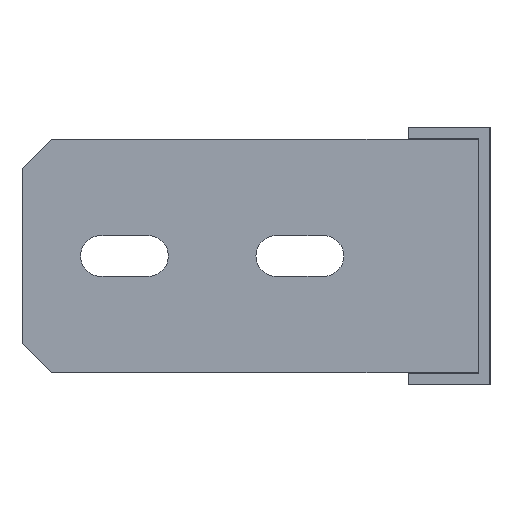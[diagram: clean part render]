
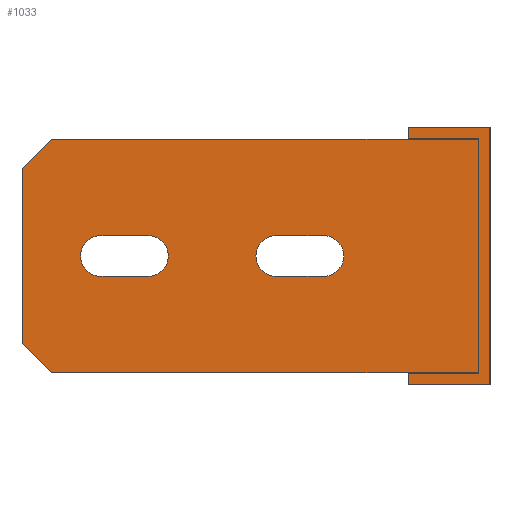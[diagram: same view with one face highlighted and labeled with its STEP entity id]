
A CAD part, left-side view. The second image highlights one B-rep face of the part: STEP entity #1033.
In plain terms, the highlighted planar face has unit normal (-1, 0, 0).
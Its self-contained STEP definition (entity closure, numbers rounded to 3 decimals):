
#50 = CARTESIAN_POINT ( 'NONE',  ( -264., 0., 0. ) ) ;
#82 = DIRECTION ( 'NONE',  ( 0., -1., 0. ) ) ;
#146 = AXIS2_PLACEMENT_3D ( 'NONE', #325, #321, #319 ) ;
#147 = AXIS2_PLACEMENT_3D ( 'NONE', #361, #359, #356 ) ;
#149 = AXIS2_PLACEMENT_3D ( 'NONE', #396, #395, #378 ) ;
#159 = AXIS2_PLACEMENT_3D ( 'NONE', #405, #403, #400 ) ;
#243 = VECTOR ( 'NONE', #371, 1000. ) ;
#245 = CIRCLE ( 'NONE', #146, 3.5 ) ;
#252 = AXIS2_PLACEMENT_3D ( 'NONE', #1134, #1129, #1121 ) ;
#255 = VECTOR ( 'NONE', #410, 1000. ) ;
#256 = LINE ( 'NONE', #352, #243 ) ;
#258 = CIRCLE ( 'NONE', #147, 3.5 ) ;
#263 = CIRCLE ( 'NONE', #149, 3.5 ) ;
#265 = CIRCLE ( 'NONE', #159, 3.5 ) ;
#266 = VECTOR ( 'NONE', #462, 1000. ) ;
#268 = LINE ( 'NONE', #411, #255 ) ;
#271 = DIRECTION ( 'NONE',  ( 0., -1., 0. ) ) ;
#276 = LINE ( 'NONE', #483, #278 ) ;
#277 = CARTESIAN_POINT ( 'NONE',  ( -264., 34.5, 23.5 ) ) ;
#278 = VECTOR ( 'NONE', #473, 1000. ) ;
#280 = VECTOR ( 'NONE', #511, 1000. ) ;
#290 = VECTOR ( 'NONE', #541, 1000. ) ;
#291 = VECTOR ( 'NONE', #552, 1000. ) ;
#292 = VECTOR ( 'NONE', #586, 1000. ) ;
#293 = LINE ( 'NONE', #609, #292 ) ;
#294 = LINE ( 'NONE', #546, #290 ) ;
#295 = LINE ( 'NONE', #575, #291 ) ;
#306 = LINE ( 'NONE', #618, #311 ) ;
#308 = LINE ( 'NONE', #468, #266 ) ;
#311 = VECTOR ( 'NONE', #613, 1000. ) ;
#314 = LINE ( 'NONE', #544, #280 ) ;
#319 = DIRECTION ( 'NONE',  ( 0., -1., 0. ) ) ;
#321 = DIRECTION ( 'NONE',  ( -1., 0., 0. ) ) ;
#325 = CARTESIAN_POINT ( 'NONE',  ( -264., 56.5, 20. ) ) ;
#339 = LINE ( 'NONE', #689, #369 ) ;
#341 = CARTESIAN_POINT ( 'NONE',  ( -264., 0., 40. ) ) ;
#345 = VECTOR ( 'NONE', #723, 1000. ) ;
#346 = LINE ( 'NONE', #727, #345 ) ;
#352 = CARTESIAN_POINT ( 'NONE',  ( -264., 64.5, 23.5 ) ) ;
#356 = DIRECTION ( 'NONE',  ( 0., -1., 0. ) ) ;
#359 = DIRECTION ( 'NONE',  ( -1., 0., 0. ) ) ;
#361 = CARTESIAN_POINT ( 'NONE',  ( -264., 64.5, 20. ) ) ;
#369 = VECTOR ( 'NONE', #686, 1000. ) ;
#371 = DIRECTION ( 'NONE',  ( 0., 1., 0. ) ) ;
#374 = VECTOR ( 'NONE', #771, 1000. ) ;
#377 = LINE ( 'NONE', #798, #374 ) ;
#378 = DIRECTION ( 'NONE',  ( 0., -1., 0. ) ) ;
#395 = DIRECTION ( 'NONE',  ( -1., 0., 0. ) ) ;
#396 = CARTESIAN_POINT ( 'NONE',  ( -264., 26.5, 20. ) ) ;
#400 = DIRECTION ( 'NONE',  ( 0., -1., 0. ) ) ;
#403 = DIRECTION ( 'NONE',  ( -1., 0., 0. ) ) ;
#405 = CARTESIAN_POINT ( 'NONE',  ( -264., 34.5, 20. ) ) ;
#410 = DIRECTION ( 'NONE',  ( 0., -1., 0. ) ) ;
#411 = CARTESIAN_POINT ( 'NONE',  ( -264., 64.5, 16.5 ) ) ;
#433 = CARTESIAN_POINT ( 'NONE',  ( -264., 64.5, 23.5 ) ) ;
#462 = DIRECTION ( 'NONE',  ( 0., -1., 0. ) ) ;
#468 = CARTESIAN_POINT ( 'NONE',  ( -264., 34.5, 16.5 ) ) ;
#472 = CARTESIAN_POINT ( 'NONE',  ( -264., 12., -2.001 ) ) ;
#473 = DIRECTION ( 'NONE',  ( 0., -1., 0. ) ) ;
#479 = EDGE_CURVE ( 'NONE', #1489, #1393, #806, .T. ) ;
#480 = CARTESIAN_POINT ( 'NONE',  ( -264., 26.5, 23.5 ) ) ;
#483 = CARTESIAN_POINT ( 'NONE',  ( -264., 12., -2.001 ) ) ;
#493 = CARTESIAN_POINT ( 'NONE',  ( -264., 78., 5. ) ) ;
#497 = FACE_BOUND ( 'NONE', #980, .T. ) ;
#507 = FACE_BOUND ( 'NONE', #1021, .T. ) ;
#508 = EDGE_CURVE ( 'NONE', #1295, #1084, #756, .T. ) ;
#511 = DIRECTION ( 'NONE',  ( 0., 0., -1. ) ) ;
#517 = CARTESIAN_POINT ( 'NONE',  ( -264., 73., 40. ) ) ;
#520 = FACE_OUTER_BOUND ( 'NONE', #1045, .T. ) ;
#541 = DIRECTION ( 'NONE',  ( 0., -0.707, -0.707 ) ) ;
#544 = CARTESIAN_POINT ( 'NONE',  ( -264., 12., 0. ) ) ;
#546 = CARTESIAN_POINT ( 'NONE',  ( -264., 73., 0. ) ) ;
#552 = DIRECTION ( 'NONE',  ( 0., 0.707, -0.707 ) ) ;
#575 = CARTESIAN_POINT ( 'NONE',  ( -264., 78., 35. ) ) ;
#586 = DIRECTION ( 'NONE',  ( 0., 0., -1. ) ) ;
#590 = ORIENTED_EDGE ( 'NONE', *, *, #1562, .F. ) ;
#600 = VERTEX_POINT ( 'NONE', #1592 ) ;
#602 = CARTESIAN_POINT ( 'NONE',  ( -264., 78., 35. ) ) ;
#609 = CARTESIAN_POINT ( 'NONE',  ( -264., 12., 40. ) ) ;
#613 = DIRECTION ( 'NONE',  ( 0., -1., 0. ) ) ;
#618 = CARTESIAN_POINT ( 'NONE',  ( -264., 12., 42.001 ) ) ;
#648 = CARTESIAN_POINT ( 'NONE',  ( -264., -2., 42.001 ) ) ;
#665 = CARTESIAN_POINT ( 'NONE',  ( -264., 12., 40. ) ) ;
#683 = ORIENTED_EDGE ( 'NONE', *, *, #1342, .T. ) ;
#686 = DIRECTION ( 'NONE',  ( 0., 0., 1. ) ) ;
#689 = CARTESIAN_POINT ( 'NONE',  ( -264., -2., 0. ) ) ;
#713 = ORIENTED_EDGE ( 'NONE', *, *, #1496, .T. ) ;
#723 = DIRECTION ( 'NONE',  ( 0., 0., -1. ) ) ;
#727 = CARTESIAN_POINT ( 'NONE',  ( -264., 78., 40. ) ) ;
#729 = CARTESIAN_POINT ( 'NONE',  ( -264., 26.5, 16.5 ) ) ;
#731 = CARTESIAN_POINT ( 'NONE',  ( -264., 64.5, 16.5 ) ) ;
#744 = VERTEX_POINT ( 'NONE', #1451 ) ;
#750 = VECTOR ( 'NONE', #82, 1000. ) ;
#756 = LINE ( 'NONE', #50, #750 ) ;
#771 = DIRECTION ( 'NONE',  ( 0., 1., 0. ) ) ;
#778 = VECTOR ( 'NONE', #271, 1000. ) ;
#784 = CARTESIAN_POINT ( 'NONE',  ( -264., 73., 0. ) ) ;
#798 = CARTESIAN_POINT ( 'NONE',  ( -264., 34.5, 23.5 ) ) ;
#806 = LINE ( 'NONE', #341, #778 ) ;
#872 = CARTESIAN_POINT ( 'NONE',  ( -264., -2., -2.001 ) ) ;
#973 = ORIENTED_EDGE ( 'NONE', *, *, #1597, .F. ) ;
#980 = EDGE_LOOP ( 'NONE', ( #1461, #1018, #1117, #590 ) ) ;
#1008 = VERTEX_POINT ( 'NONE', #1209 ) ;
#1010 = CARTESIAN_POINT ( 'NONE',  ( -264., 12., 42.001 ) ) ;
#1018 = ORIENTED_EDGE ( 'NONE', *, *, #1559, .F. ) ;
#1021 = EDGE_LOOP ( 'NONE', ( #1576, #1589, #1429, #973 ) ) ;
#1027 = ORIENTED_EDGE ( 'NONE', *, *, #1469, .T. ) ;
#1033 = ADVANCED_FACE ( 'NONE', ( #520, #497, #507 ), #1131, .F. ) ;
#1045 = EDGE_LOOP ( 'NONE', ( #1103, #1334, #1297, #1331, #1237, #683, #1286, #1425, #1027, #713 ) ) ;
#1054 = CARTESIAN_POINT ( 'NONE',  ( -264., 12., 0. ) ) ;
#1084 = VERTEX_POINT ( 'NONE', #1054 ) ;
#1103 = ORIENTED_EDGE ( 'NONE', *, *, #1377, .T. ) ;
#1117 = ORIENTED_EDGE ( 'NONE', *, *, #1296, .F. ) ;
#1121 = DIRECTION ( 'NONE',  ( 0., 0., -1. ) ) ;
#1129 = DIRECTION ( 'NONE',  ( 1., 0., 0. ) ) ;
#1131 = PLANE ( 'NONE',  #252 ) ;
#1134 = CARTESIAN_POINT ( 'NONE',  ( -264., 0., 40. ) ) ;
#1144 = VERTEX_POINT ( 'NONE', #1010 ) ;
#1209 = CARTESIAN_POINT ( 'NONE',  ( -264., 56.5, 23.5 ) ) ;
#1235 = VERTEX_POINT ( 'NONE', #872 ) ;
#1237 = ORIENTED_EDGE ( 'NONE', *, *, #1457, .T. ) ;
#1286 = ORIENTED_EDGE ( 'NONE', *, *, #1459, .T. ) ;
#1295 = VERTEX_POINT ( 'NONE', #784 ) ;
#1296 = EDGE_CURVE ( 'NONE', #1498, #1629, #377, .T. ) ;
#1297 = ORIENTED_EDGE ( 'NONE', *, *, #1441, .T. ) ;
#1326 = VERTEX_POINT ( 'NONE', #731 ) ;
#1328 = VERTEX_POINT ( 'NONE', #729 ) ;
#1331 = ORIENTED_EDGE ( 'NONE', *, *, #479, .F. ) ;
#1334 = ORIENTED_EDGE ( 'NONE', *, *, #1404, .F. ) ;
#1342 = EDGE_CURVE ( 'NONE', #1437, #1474, #346, .T. ) ;
#1377 = EDGE_CURVE ( 'NONE', #1235, #1392, #339, .T. ) ;
#1392 = VERTEX_POINT ( 'NONE', #648 ) ;
#1393 = VERTEX_POINT ( 'NONE', #665 ) ;
#1404 = EDGE_CURVE ( 'NONE', #1144, #1392, #306, .T. ) ;
#1425 = ORIENTED_EDGE ( 'NONE', *, *, #508, .T. ) ;
#1429 = ORIENTED_EDGE ( 'NONE', *, *, #1591, .F. ) ;
#1437 = VERTEX_POINT ( 'NONE', #602 ) ;
#1441 = EDGE_CURVE ( 'NONE', #1144, #1393, #293, .T. ) ;
#1451 = CARTESIAN_POINT ( 'NONE',  ( -264., 34.5, 16.5 ) ) ;
#1457 = EDGE_CURVE ( 'NONE', #1489, #1437, #295, .T. ) ;
#1459 = EDGE_CURVE ( 'NONE', #1474, #1295, #294, .T. ) ;
#1461 = ORIENTED_EDGE ( 'NONE', *, *, #1515, .F. ) ;
#1469 = EDGE_CURVE ( 'NONE', #1084, #1521, #314, .T. ) ;
#1474 = VERTEX_POINT ( 'NONE', #493 ) ;
#1489 = VERTEX_POINT ( 'NONE', #517 ) ;
#1496 = EDGE_CURVE ( 'NONE', #1521, #1235, #276, .T. ) ;
#1498 = VERTEX_POINT ( 'NONE', #480 ) ;
#1515 = EDGE_CURVE ( 'NONE', #744, #1328, #308, .T. ) ;
#1521 = VERTEX_POINT ( 'NONE', #472 ) ;
#1522 = VERTEX_POINT ( 'NONE', #433 ) ;
#1559 = EDGE_CURVE ( 'NONE', #1629, #744, #265, .T. ) ;
#1562 = EDGE_CURVE ( 'NONE', #1328, #1498, #263, .T. ) ;
#1563 = EDGE_CURVE ( 'NONE', #1326, #600, #268, .T. ) ;
#1568 = EDGE_CURVE ( 'NONE', #1522, #1326, #258, .T. ) ;
#1576 = ORIENTED_EDGE ( 'NONE', *, *, #1563, .F. ) ;
#1589 = ORIENTED_EDGE ( 'NONE', *, *, #1568, .F. ) ;
#1591 = EDGE_CURVE ( 'NONE', #1008, #1522, #256, .T. ) ;
#1592 = CARTESIAN_POINT ( 'NONE',  ( -264., 56.5, 16.5 ) ) ;
#1597 = EDGE_CURVE ( 'NONE', #600, #1008, #245, .T. ) ;
#1629 = VERTEX_POINT ( 'NONE', #277 ) ;
